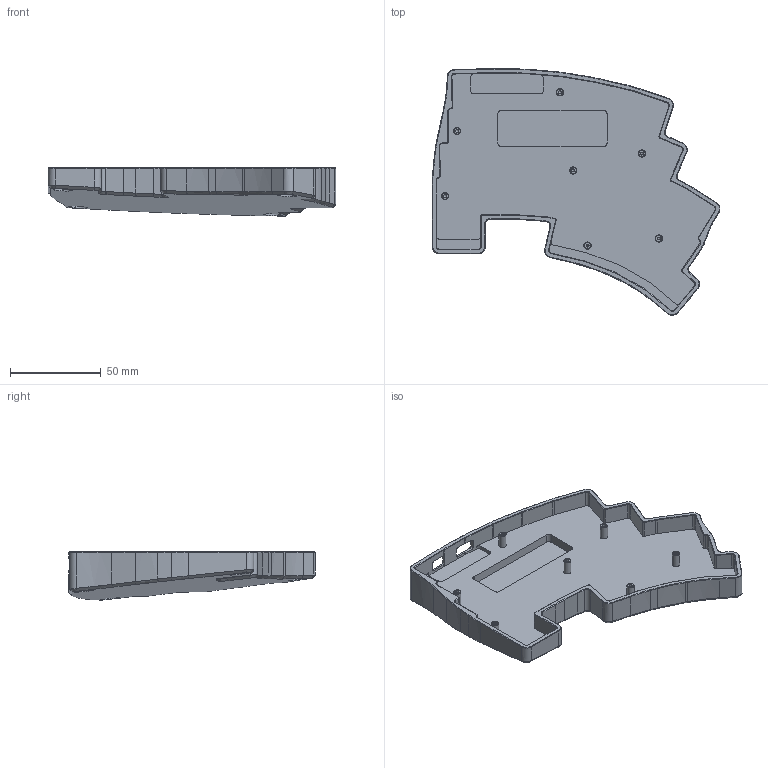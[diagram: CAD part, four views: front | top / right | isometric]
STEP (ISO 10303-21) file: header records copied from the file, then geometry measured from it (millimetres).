
FILE_DESCRIPTION(/* description */ ('KiCad electronic assembly'),/* implementation_level */ '2;1');
FILE_NAME(/* name */ '250907_NitingaleB2_AluCase_left.step',/* time_stamp */ '2025-09-07T04:58:01+09:00',/* author */ (''),/* organization */ (''),/* preprocessor_version */ 'ST-DEVELOPER v20.1',/* originating_system */ 'Autodesk Translation Framework v14.10.0.0',/* authorisation */ '');
FILE_SCHEMA (('AUTOMOTIVE_DESIGN { 1 0 10303 214 3 1 1 }'));
Length unit declared in the file: millimetre
Products named in the file (1): fd06v5_WLP-GLP2 1
Bounding box: 158.22 x 135.63 x 26.51 mm (x, y, z)
Volume: 146813.3 mm3; surface area: 45286 mm2
Topology: 1 solids, 1 shells, 464 faces, 1160 edges, 709 vertices
Faces by surface type: plane 189, cylinder 112, bspline 86, cone 77
Full cylindrical faces by diameter (mm): 1.623 x7, 4 x7, 10.5 x4
Entity records: 14920 total; most frequent: CARTESIAN_POINT 4237, ORIENTED_EDGE 2306, DIRECTION 2001, EDGE_CURVE 1153, LINE 715, VECTOR 715, VERTEX_POINT 709, AXIS2_PLACEMENT_3D 643
